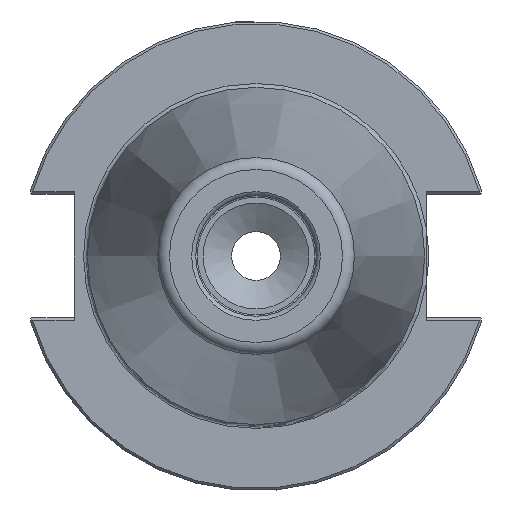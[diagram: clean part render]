
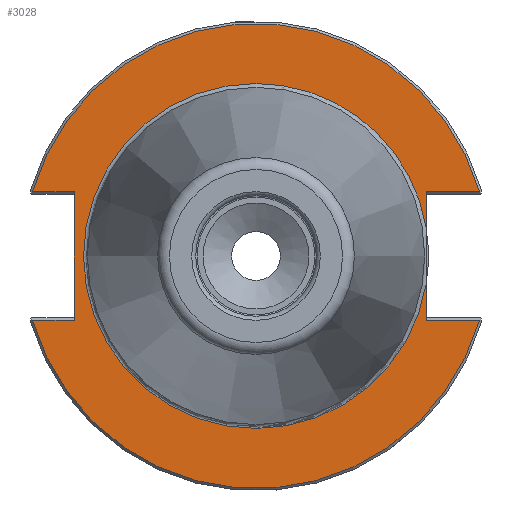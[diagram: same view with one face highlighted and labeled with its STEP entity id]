
A CAD part, left-side view. The second image highlights one B-rep face of the part: STEP entity #3028.
In plain terms, the highlighted planar face has unit normal (-1, 0, 0).
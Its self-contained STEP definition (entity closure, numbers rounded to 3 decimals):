
#179=PLANE('',#3251);
#257=FACE_OUTER_BOUND('',#418,.T.);
#418=EDGE_LOOP('',(#2100,#2101,#2102,#2103,#2104,#2105,#2106,#2107,#2108,
#2109,#2110));
#593=LINE('',#4880,#743);
#597=LINE('',#4888,#747);
#598=LINE('',#4892,#748);
#599=LINE('',#4894,#749);
#600=LINE('',#4896,#750);
#601=LINE('',#4900,#751);
#602=LINE('',#4902,#752);
#743=VECTOR('',#3752,10.);
#747=VECTOR('',#3758,10.);
#748=VECTOR('',#3761,10.);
#749=VECTOR('',#3762,10.);
#750=VECTOR('',#3763,10.);
#751=VECTOR('',#3766,10.);
#752=VECTOR('',#3767,10.);
#917=CIRCLE('',#3252,48.25);
#918=CIRCLE('',#3253,48.25);
#919=CIRCLE('',#3254,35.8);
#920=CIRCLE('',#3255,35.8);
#1186=VERTEX_POINT('',#4875);
#1187=VERTEX_POINT('',#4879);
#1190=VERTEX_POINT('',#4887);
#1191=VERTEX_POINT('',#4889);
#1192=VERTEX_POINT('',#4891);
#1193=VERTEX_POINT('',#4893);
#1194=VERTEX_POINT('',#4895);
#1195=VERTEX_POINT('',#4897);
#1196=VERTEX_POINT('',#4899);
#1197=VERTEX_POINT('',#4901);
#1198=VERTEX_POINT('',#4903);
#1557=EDGE_CURVE('',#1186,#1187,#593,.T.);
#1561=EDGE_CURVE('',#1190,#1187,#597,.T.);
#1562=EDGE_CURVE('',#1191,#1186,#917,.T.);
#1563=EDGE_CURVE('',#1192,#1191,#598,.T.);
#1564=EDGE_CURVE('',#1192,#1193,#599,.T.);
#1565=EDGE_CURVE('',#1194,#1193,#600,.T.);
#1566=EDGE_CURVE('',#1195,#1194,#918,.T.);
#1567=EDGE_CURVE('',#1196,#1195,#601,.T.);
#1568=EDGE_CURVE('',#1196,#1197,#602,.T.);
#1569=EDGE_CURVE('',#1197,#1198,#919,.T.);
#1570=EDGE_CURVE('',#1198,#1190,#920,.T.);
#2100=ORIENTED_EDGE('',*,*,#1561,.T.);
#2101=ORIENTED_EDGE('',*,*,#1557,.F.);
#2102=ORIENTED_EDGE('',*,*,#1562,.F.);
#2103=ORIENTED_EDGE('',*,*,#1563,.F.);
#2104=ORIENTED_EDGE('',*,*,#1564,.T.);
#2105=ORIENTED_EDGE('',*,*,#1565,.F.);
#2106=ORIENTED_EDGE('',*,*,#1566,.F.);
#2107=ORIENTED_EDGE('',*,*,#1567,.F.);
#2108=ORIENTED_EDGE('',*,*,#1568,.T.);
#2109=ORIENTED_EDGE('',*,*,#1569,.T.);
#2110=ORIENTED_EDGE('',*,*,#1570,.T.);
#3028=ADVANCED_FACE('',(#257),#179,.T.);
#3251=AXIS2_PLACEMENT_3D('',#4886,#3756,#3757);
#3252=AXIS2_PLACEMENT_3D('',#4890,#3759,#3760);
#3253=AXIS2_PLACEMENT_3D('',#4898,#3764,#3765);
#3254=AXIS2_PLACEMENT_3D('',#4904,#3768,#3769);
#3255=AXIS2_PLACEMENT_3D('',#4905,#3770,#3771);
#3752=DIRECTION('',(0.,1.,0.));
#3756=DIRECTION('center_axis',(-1.,0.,0.));
#3757=DIRECTION('ref_axis',(0.,0.,1.));
#3758=DIRECTION('',(0.,0.,1.));
#3759=DIRECTION('center_axis',(1.,0.,0.));
#3760=DIRECTION('ref_axis',(0.,0.,-1.));
#3761=DIRECTION('',(0.,1.,0.));
#3762=DIRECTION('',(0.,0.,-1.));
#3763=DIRECTION('',(0.,-1.,0.));
#3764=DIRECTION('center_axis',(1.,0.,0.));
#3765=DIRECTION('ref_axis',(0.,0.,-1.));
#3766=DIRECTION('',(0.,-1.,0.));
#3767=DIRECTION('',(0.,0.,1.));
#3768=DIRECTION('center_axis',(1.,0.,0.));
#3769=DIRECTION('ref_axis',(0.,0.,-1.));
#3770=DIRECTION('center_axis',(1.,0.,0.));
#3771=DIRECTION('ref_axis',(0.,0.,-1.));
#4875=CARTESIAN_POINT('',(1.5,-46.373,13.325));
#4879=CARTESIAN_POINT('',(1.5,-35.3,13.325));
#4880=CARTESIAN_POINT('',(1.5,6.475,13.325));
#4886=CARTESIAN_POINT('Origin',(1.5,48.25,0.));
#4887=CARTESIAN_POINT('',(1.5,-35.3,5.962));
#4888=CARTESIAN_POINT('',(1.5,-35.3,-6.413));
#4889=CARTESIAN_POINT('',(1.5,46.373,13.325));
#4890=CARTESIAN_POINT('Origin',(1.5,0.,
0.));
#4891=CARTESIAN_POINT('',(1.5,37.7,13.325));
#4892=CARTESIAN_POINT('',(1.5,61.395,13.325));
#4893=CARTESIAN_POINT('',(1.5,37.7,-13.325));
#4894=CARTESIAN_POINT('',(1.5,37.7,6.413));
#4895=CARTESIAN_POINT('',(1.5,46.373,-13.325));
#4896=CARTESIAN_POINT('',(1.5,42.975,-13.325));
#4897=CARTESIAN_POINT('',(1.5,-46.373,-13.325));
#4898=CARTESIAN_POINT('Origin',(1.5,0.,
0.));
#4899=CARTESIAN_POINT('',(1.5,-35.3,-13.325));
#4900=CARTESIAN_POINT('',(1.5,-13.707,-13.325));
#4901=CARTESIAN_POINT('',(1.5,-35.3,-5.962));
#4902=CARTESIAN_POINT('',(1.5,-35.3,-6.413));
#4903=CARTESIAN_POINT('',(1.5,0.,35.8));
#4904=CARTESIAN_POINT('Origin',(1.5,0.,
0.));
#4905=CARTESIAN_POINT('Origin',(1.5,0.,
0.));
